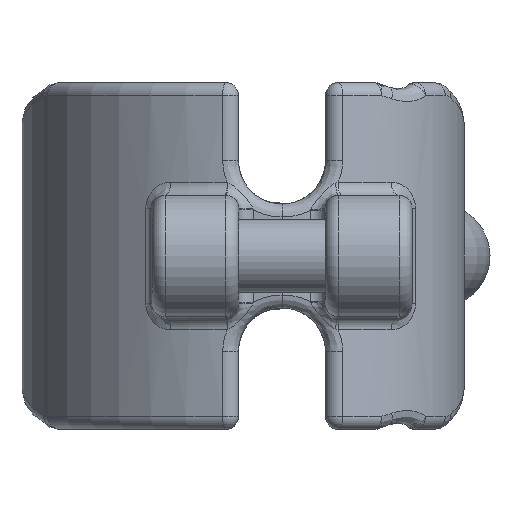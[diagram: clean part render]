
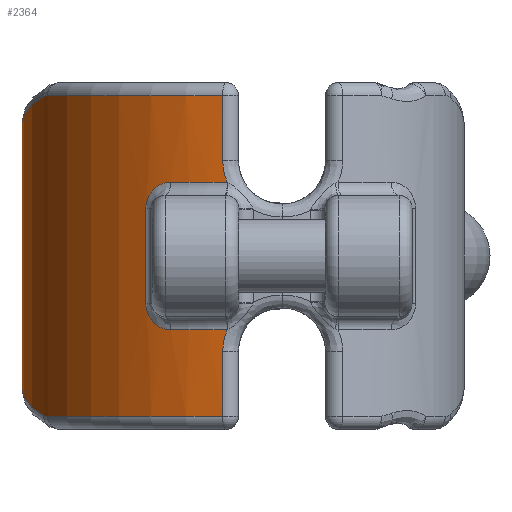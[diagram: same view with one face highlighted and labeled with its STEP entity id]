
A CAD part, front view. The second image highlights one B-rep face of the part: STEP entity #2364.
In plain terms, the highlighted cylindrical face has radius 60 mm (diameter 120 mm), a partial arc.
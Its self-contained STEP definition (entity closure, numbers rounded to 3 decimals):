
#288=ELLIPSE('',#7814,61.812,60.);
#289=ELLIPSE('',#7815,61.812,60.);
#471=LINE('',#11376,#864);
#472=LINE('',#11392,#865);
#473=LINE('',#11403,#866);
#474=LINE('',#11414,#867);
#864=VECTOR('',#8570,1.);
#865=VECTOR('',#8573,1.);
#866=VECTOR('',#8578,1.);
#867=VECTOR('',#8583,1.);
#1344=B_SPLINE_CURVE_WITH_KNOTS('',3,(#11368,#11369,#11370,#11371,#11372,
#11373),.UNSPECIFIED.,.F.,.F.,(4,2,4),(0.,0.5,1.),.UNSPECIFIED.);
#1345=B_SPLINE_CURVE_WITH_KNOTS('',3,(#11378,#11379,#11380,#11381,#11382,
#11383),.UNSPECIFIED.,.F.,.F.,(4,2,4),(0.,0.5,1.),.UNSPECIFIED.);
#1346=B_SPLINE_CURVE_WITH_KNOTS('',3,(#11387,#11388,#11389,#11390),.UNSPECIFIED.,
.F.,.F.,(4,4),(0.,1.),.UNSPECIFIED.);
#1347=B_SPLINE_CURVE_WITH_KNOTS('',3,(#11396,#11397,#11398,#11399),.UNSPECIFIED.,
.F.,.F.,(4,4),(0.,1.),.UNSPECIFIED.);
#1348=B_SPLINE_CURVE_WITH_KNOTS('',3,(#11407,#11408,#11409,#11410),.UNSPECIFIED.,
.F.,.F.,(4,4),(0.,1.),.UNSPECIFIED.);
#1349=B_SPLINE_CURVE_WITH_KNOTS('',3,(#11416,#11417,#11418,#11419),.UNSPECIFIED.,
.F.,.F.,(4,4),(0.,1.),.UNSPECIFIED.);
#1896=FACE_OUTER_BOUND('',#2959,.T.);
#2364=ADVANCED_FACE('',(#1896),#2827,.T.);
#2827=CYLINDRICAL_SURFACE('',#7818,60.);
#2959=EDGE_LOOP('',(#3632,#3633,#3634,#3635,#3636,#3637,#3638,#3639,#3640,
#3641,#3642,#3643,#3644,#3645,#3646,#3647));
#3632=ORIENTED_EDGE('',*,*,#6583,.F.);
#3633=ORIENTED_EDGE('',*,*,#6584,.F.);
#3634=ORIENTED_EDGE('',*,*,#6585,.T.);
#3635=ORIENTED_EDGE('',*,*,#6586,.T.);
#3636=ORIENTED_EDGE('',*,*,#6587,.T.);
#3637=ORIENTED_EDGE('',*,*,#6588,.T.);
#3638=ORIENTED_EDGE('',*,*,#6589,.T.);
#3639=ORIENTED_EDGE('',*,*,#6590,.T.);
#3640=ORIENTED_EDGE('',*,*,#6591,.T.);
#3641=ORIENTED_EDGE('',*,*,#6592,.F.);
#3642=ORIENTED_EDGE('',*,*,#6593,.F.);
#3643=ORIENTED_EDGE('',*,*,#6594,.F.);
#3644=ORIENTED_EDGE('',*,*,#6595,.F.);
#3645=ORIENTED_EDGE('',*,*,#6596,.F.);
#3646=ORIENTED_EDGE('',*,*,#6597,.F.);
#3647=ORIENTED_EDGE('',*,*,#6598,.F.);
#5896=VERTEX_POINT('',#11374);
#5897=VERTEX_POINT('',#11375);
#5898=VERTEX_POINT('',#11377);
#5899=VERTEX_POINT('',#11384);
#5900=VERTEX_POINT('',#11386);
#5901=VERTEX_POINT('',#11391);
#5902=VERTEX_POINT('',#11393);
#5903=VERTEX_POINT('',#11395);
#5904=VERTEX_POINT('',#11400);
#5905=VERTEX_POINT('',#11402);
#5906=VERTEX_POINT('',#11404);
#5907=VERTEX_POINT('',#11406);
#5908=VERTEX_POINT('',#11411);
#5909=VERTEX_POINT('',#11413);
#5910=VERTEX_POINT('',#11415);
#5911=VERTEX_POINT('',#11420);
#6583=EDGE_CURVE('',#5896,#5897,#1344,.T.);
#6584=EDGE_CURVE('',#5898,#5896,#471,.T.);
#6585=EDGE_CURVE('',#5898,#5899,#1345,.T.);
#6586=EDGE_CURVE('',#5899,#5900,#7529,.T.);
#6587=EDGE_CURVE('',#5900,#5901,#1346,.T.);
#6588=EDGE_CURVE('',#5901,#5902,#472,.T.);
#6589=EDGE_CURVE('',#5902,#5903,#7530,.T.);
#6590=EDGE_CURVE('',#5903,#5904,#1347,.T.);
#6591=EDGE_CURVE('',#5904,#5905,#288,.T.);
#6592=EDGE_CURVE('',#5906,#5905,#473,.T.);
#6593=EDGE_CURVE('',#5907,#5906,#289,.T.);
#6594=EDGE_CURVE('',#5908,#5907,#1348,.T.);
#6595=EDGE_CURVE('',#5909,#5908,#7531,.T.);
#6596=EDGE_CURVE('',#5910,#5909,#474,.T.);
#6597=EDGE_CURVE('',#5911,#5910,#1349,.T.);
#6598=EDGE_CURVE('',#5897,#5911,#7532,.T.);
#7529=CIRCLE('',#7812,60.);
#7530=CIRCLE('',#7813,60.);
#7531=CIRCLE('',#7816,60.);
#7532=CIRCLE('',#7817,60.);
#7812=AXIS2_PLACEMENT_3D('',#11385,#8571,#8572);
#7813=AXIS2_PLACEMENT_3D('',#11394,#8574,#8575);
#7814=AXIS2_PLACEMENT_3D('',#11401,#8576,#8577);
#7815=AXIS2_PLACEMENT_3D('',#11405,#8579,#8580);
#7816=AXIS2_PLACEMENT_3D('',#11412,#8581,#8582);
#7817=AXIS2_PLACEMENT_3D('',#11421,#8584,#8585);
#7818=AXIS2_PLACEMENT_3D('',#11422,#8586,#8587);
#8570=DIRECTION('',(0.,0.,-1.));
#8571=DIRECTION('',(0.,0.,1.));
#8572=DIRECTION('',(1.,0.,0.));
#8573=DIRECTION('',(0.,0.,1.));
#8574=DIRECTION('',(0.,0.,-1.));
#8575=DIRECTION('',(1.,0.,0.));
#8576=DIRECTION('',(0.,-0.24,-0.971));
#8577=DIRECTION('',(0.,0.971,-0.24));
#8578=DIRECTION('',(0.,0.,1.));
#8579=DIRECTION('',(0.,0.24,-0.971));
#8580=DIRECTION('',(0.,0.971,0.24));
#8581=DIRECTION('',(0.,0.,-1.));
#8582=DIRECTION('',(1.,0.,0.));
#8583=DIRECTION('',(0.,0.,-1.));
#8584=DIRECTION('',(0.,0.,1.));
#8585=DIRECTION('',(1.,0.,0.));
#8586=DIRECTION('',(0.,0.,1.));
#8587=DIRECTION('',(-1.,0.,0.));
#11368=CARTESIAN_POINT('',(-31.429,-36.11,-11.));
#11369=CARTESIAN_POINT('',(-31.429,-36.11,-12.655));
#11370=CARTESIAN_POINT('',(-30.763,-36.528,-14.218));
#11371=CARTESIAN_POINT('',(-28.62,-37.748,-16.398));
#11372=CARTESIAN_POINT('',(-27.205,-38.503,-17.));
#11373=CARTESIAN_POINT('',(-25.714,-39.21,-17.));
#11374=CARTESIAN_POINT('',(-31.429,-36.11,-11.));
#11375=CARTESIAN_POINT('',(-25.714,-39.21,-17.));
#11376=CARTESIAN_POINT('',(-31.429,-36.11,-50.));
#11377=CARTESIAN_POINT('',(-31.429,-36.11,11.));
#11378=CARTESIAN_POINT('',(-31.429,-36.11,11.));
#11379=CARTESIAN_POINT('',(-31.429,-36.11,12.655));
#11380=CARTESIAN_POINT('',(-30.763,-36.528,14.218));
#11381=CARTESIAN_POINT('',(-28.62,-37.748,16.398));
#11382=CARTESIAN_POINT('',(-27.205,-38.503,17.));
#11383=CARTESIAN_POINT('',(-25.714,-39.21,17.));
#11384=CARTESIAN_POINT('',(-25.714,-39.21,17.));
#11385=CARTESIAN_POINT('',(0.,15.,17.));
#11386=CARTESIAN_POINT('',(-12.632,-43.655,17.));
#11387=CARTESIAN_POINT('',(-12.632,-43.655,17.));
#11388=CARTESIAN_POINT('',(-13.313,-43.509,18.554));
#11389=CARTESIAN_POINT('',(-13.684,-43.419,20.269));
#11390=CARTESIAN_POINT('',(-13.684,-43.419,22.));
#11391=CARTESIAN_POINT('',(-13.684,-43.419,22.));
#11392=CARTESIAN_POINT('',(-13.684,-43.419,50.));
#11393=CARTESIAN_POINT('',(-13.684,-43.419,37.));
#11394=CARTESIAN_POINT('',(0.,15.,37.));
#11395=CARTESIAN_POINT('',(-54.106,-10.933,37.));
#11396=CARTESIAN_POINT('',(-54.106,-10.933,37.));
#11397=CARTESIAN_POINT('',(-54.403,-10.314,37.));
#11398=CARTESIAN_POINT('',(-54.69,-9.687,36.925));
#11399=CARTESIAN_POINT('',(-54.958,-9.074,36.774));
#11400=CARTESIAN_POINT('',(-54.958,-9.074,36.774));
#11401=CARTESIAN_POINT('',(0.,15.,30.813));
#11402=CARTESIAN_POINT('',(-60.,15.,30.813));
#11403=CARTESIAN_POINT('',(-60.,15.,-50.));
#11404=CARTESIAN_POINT('',(-60.,15.,-30.813));
#11405=CARTESIAN_POINT('',(0.,15.,-30.813));
#11406=CARTESIAN_POINT('',(-54.958,-9.074,-36.774));
#11407=CARTESIAN_POINT('',(-54.106,-10.933,-37.));
#11408=CARTESIAN_POINT('',(-54.403,-10.314,-37.));
#11409=CARTESIAN_POINT('',(-54.69,-9.687,-36.925));
#11410=CARTESIAN_POINT('',(-54.958,-9.074,-36.774));
#11411=CARTESIAN_POINT('',(-54.106,-10.933,-37.));
#11412=CARTESIAN_POINT('',(0.,15.,-37.));
#11413=CARTESIAN_POINT('',(-13.684,-43.419,-37.));
#11414=CARTESIAN_POINT('',(-13.684,-43.419,-50.));
#11415=CARTESIAN_POINT('',(-13.684,-43.419,-22.));
#11416=CARTESIAN_POINT('',(-12.632,-43.655,-17.));
#11417=CARTESIAN_POINT('',(-13.313,-43.509,-18.554));
#11418=CARTESIAN_POINT('',(-13.684,-43.419,-20.269));
#11419=CARTESIAN_POINT('',(-13.684,-43.419,-22.));
#11420=CARTESIAN_POINT('',(-12.632,-43.655,-17.));
#11421=CARTESIAN_POINT('',(0.,15.,-17.));
#11422=CARTESIAN_POINT('',(0.,15.,-50.));
